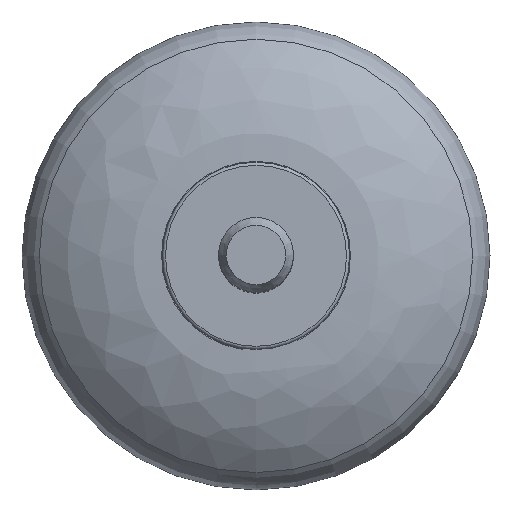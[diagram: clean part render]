
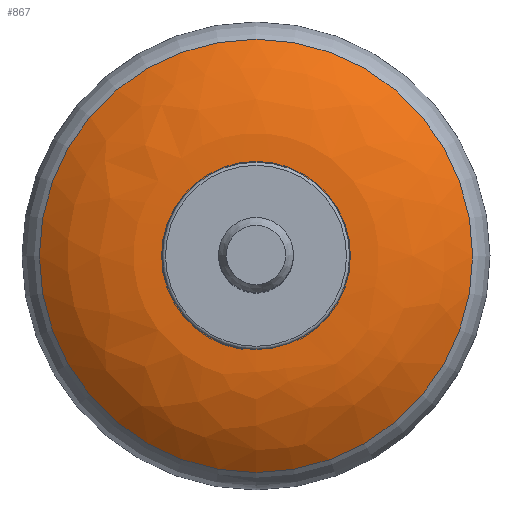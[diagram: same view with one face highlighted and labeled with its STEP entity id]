
A CAD part, top view. The second image highlights one B-rep face of the part: STEP entity #867.
In plain terms, the highlighted free-form (B-spline) face has degree [2, 2] with [3, 9] control points.
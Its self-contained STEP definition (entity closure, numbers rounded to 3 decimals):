
#72=(
BOUNDED_SURFACE()
B_SPLINE_SURFACE(2,2,((#1542,#1543,#1544,#1545,#1546,#1547,#1548,#1549,
#1550),(#1551,#1552,#1553,#1554,#1555,#1556,#1557,#1558,#1559),(#1560,#1561,
#1562,#1563,#1564,#1565,#1566,#1567,#1568)),.UNSPECIFIED.,.F.,.T.,.F.)
B_SPLINE_SURFACE_WITH_KNOTS((3,3),(3,2,2,2,3),(-1.603,-0.859),
(-3.142,-1.571,0.,1.571,3.142),
 .UNSPECIFIED.)
GEOMETRIC_REPRESENTATION_ITEM()
RATIONAL_B_SPLINE_SURFACE(((1.,0.707,1.,0.707,1.,
0.707,1.,0.707,1.),(0.932,0.659,
0.932,0.659,0.932,0.659,
0.932,0.659,0.932),(1.,0.707,
1.,0.707,1.,0.707,1.,0.707,1.)))
REPRESENTATION_ITEM('')
SURFACE()
);
#164=FACE_OUTER_BOUND('',#233,.T.);
#233=EDGE_LOOP('',(#658,#659,#660,#661));
#308=CIRCLE('',#949,34.719);
#329=CIRCLE('',#981,14.159);
#331=CIRCLE('',#983,30.);
#400=VERTEX_POINT('',#1456);
#417=VERTEX_POINT('',#1539);
#477=EDGE_CURVE('',#400,#400,#308,.T.);
#504=EDGE_CURVE('',#417,#417,#329,.T.);
#506=EDGE_CURVE('',#400,#417,#331,.T.);
#658=ORIENTED_EDGE('',*,*,#477,.F.);
#659=ORIENTED_EDGE('',*,*,#506,.T.);
#660=ORIENTED_EDGE('',*,*,#504,.T.);
#661=ORIENTED_EDGE('',*,*,#506,.F.);
#867=ADVANCED_FACE('',(#164),#72,.F.);
#949=AXIS2_PLACEMENT_3D('',#1458,#1113,#1114);
#981=AXIS2_PLACEMENT_3D('',#1540,#1183,#1184);
#983=AXIS2_PLACEMENT_3D('',#1569,#1187,#1188);
#1113=DIRECTION('center_axis',(0.,0.,-1.));
#1114=DIRECTION('ref_axis',(0.,1.,0.));
#1183=DIRECTION('center_axis',(0.,0.,-1.));
#1184=DIRECTION('ref_axis',(0.,1.,0.));
#1187=DIRECTION('center_axis',(-1.,0.,0.));
#1188=DIRECTION('ref_axis',(0.,-1.,0.));
#1456=CARTESIAN_POINT('',(32.388,193.787,18.054));
#1458=CARTESIAN_POINT('Origin',(32.388,228.506,18.054));
#1539=CARTESIAN_POINT('',(32.388,214.347,25.315));
#1540=CARTESIAN_POINT('Origin',(32.388,228.506,25.315));
#1542=CARTESIAN_POINT('Ctrl Pts',(32.388,214.347,25.315));
#1543=CARTESIAN_POINT('Ctrl Pts',(18.229,214.347,25.315));
#1544=CARTESIAN_POINT('Ctrl Pts',(18.229,228.506,25.315));
#1545=CARTESIAN_POINT('Ctrl Pts',(18.229,242.665,25.315));
#1546=CARTESIAN_POINT('Ctrl Pts',(32.388,242.665,25.315));
#1547=CARTESIAN_POINT('Ctrl Pts',(46.547,242.665,25.315));
#1548=CARTESIAN_POINT('Ctrl Pts',(46.547,228.506,25.315));
#1549=CARTESIAN_POINT('Ctrl Pts',(46.547,214.347,25.315));
#1550=CARTESIAN_POINT('Ctrl Pts',(32.388,214.347,25.315));
#1551=CARTESIAN_POINT('Ctrl Pts',(32.388,202.651,25.694));
#1552=CARTESIAN_POINT('Ctrl Pts',(6.533,202.651,25.694));
#1553=CARTESIAN_POINT('Ctrl Pts',(6.533,228.506,25.694));
#1554=CARTESIAN_POINT('Ctrl Pts',(6.533,254.361,25.694));
#1555=CARTESIAN_POINT('Ctrl Pts',(32.388,254.361,25.694));
#1556=CARTESIAN_POINT('Ctrl Pts',(58.243,254.361,25.694));
#1557=CARTESIAN_POINT('Ctrl Pts',(58.243,228.506,25.694));
#1558=CARTESIAN_POINT('Ctrl Pts',(58.243,202.651,25.694));
#1559=CARTESIAN_POINT('Ctrl Pts',(32.388,202.651,25.694));
#1560=CARTESIAN_POINT('Ctrl Pts',(32.388,193.787,18.054));
#1561=CARTESIAN_POINT('Ctrl Pts',(-2.331,193.787,18.054));
#1562=CARTESIAN_POINT('Ctrl Pts',(-2.331,228.506,18.054));
#1563=CARTESIAN_POINT('Ctrl Pts',(-2.331,263.225,18.054));
#1564=CARTESIAN_POINT('Ctrl Pts',(32.388,263.225,18.054));
#1565=CARTESIAN_POINT('Ctrl Pts',(67.107,263.225,18.054));
#1566=CARTESIAN_POINT('Ctrl Pts',(67.107,228.506,18.054));
#1567=CARTESIAN_POINT('Ctrl Pts',(67.107,193.787,18.054));
#1568=CARTESIAN_POINT('Ctrl Pts',(32.388,193.787,18.054));
#1569=CARTESIAN_POINT('Origin',(32.388,213.374,-4.669));
